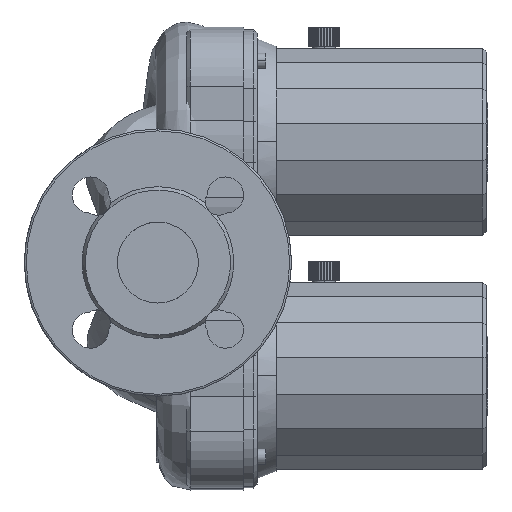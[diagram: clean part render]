
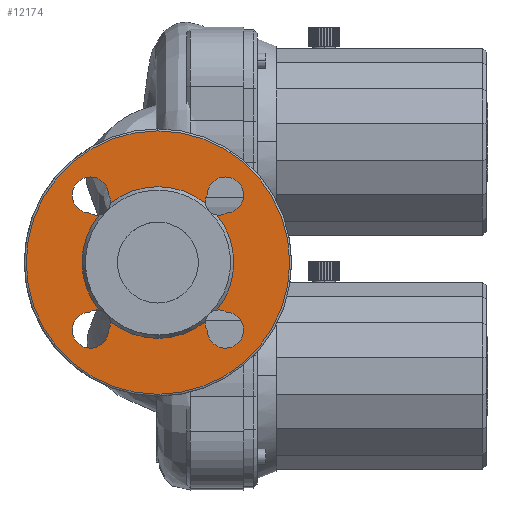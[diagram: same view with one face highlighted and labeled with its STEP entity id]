
A CAD part, left-side view. The second image highlights one B-rep face of the part: STEP entity #12174.
In plain terms, the highlighted planar face has unit normal (-1, 0, 0).
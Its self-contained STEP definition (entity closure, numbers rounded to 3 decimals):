
#11781=CARTESIAN_POINT('',(3.,0.,-69.0));
#11782=VERTEX_POINT('',#11781);
#11799=CARTESIAN_POINT('',(3.,0.,69.0));
#11800=VERTEX_POINT('',#11799);
#11808=CARTESIAN_POINT('',(3.0,0.,0.));
#11809=DIRECTION('',(1.0,0.0,0.0));
#11810=DIRECTION('',(0.0,0.0,-1.0));
#11811=AXIS2_PLACEMENT_3D('',#11808,#11809,#11810);
#11812=CIRCLE('',#11811,69.0);
#11813=EDGE_CURVE('',#11800,#11782,#11812,.T.);
#12007=CARTESIAN_POINT('',(3.0,0.,0.));
#12008=DIRECTION('',(1.0,0.0,0.0));
#12009=DIRECTION('',(0.0,0.0,-1.0));
#12010=AXIS2_PLACEMENT_3D('',#12007,#12008,#12009);
#12011=CIRCLE('',#12010,69.0);
#12012=EDGE_CURVE('',#11782,#11800,#12011,.T.);
#12019=CARTESIAN_POINT('',(3.0,0.,0.));
#12020=DIRECTION('',(-1.0,0.0,0.0));
#12021=DIRECTION('',(0.0,0.0,1.0));
#12022=AXIS2_PLACEMENT_3D('',#12019,#12020,#12021);
#12023=PLANE('',#12022);
#12024=ORIENTED_EDGE('',*,*,#11813,.F.);
#12025=ORIENTED_EDGE('',*,*,#12012,.F.);
#12026=EDGE_LOOP('',(#12024,#12025));
#12027=FACE_OUTER_BOUND('',#12026,.T.);
#12028=CARTESIAN_POINT('',(3.,-35.485,25.856));
#12029=VERTEX_POINT('',#12028);
#12030=CARTESIAN_POINT('',(3.,-30.986,24.87));
#12031=VERTEX_POINT('',#12030);
#12032=CARTESIAN_POINT('',(3.,-31.82,31.82));
#12033=DIRECTION('',(1.0,0.0,0.0));
#12034=DIRECTION('',(0.0,0.0,1.0));
#12035=AXIS2_PLACEMENT_3D('',#12032,#12033,#12034);
#12036=CIRCLE('',#12035,7.0);
#12037=EDGE_CURVE('',#12029,#12031,#12036,.T.);
#12038=ORIENTED_EDGE('',*,*,#12037,.T.);
#12039=CARTESIAN_POINT('',(3.,-30.986,-24.87));
#12040=VERTEX_POINT('',#12039);
#12041=CARTESIAN_POINT('',(3.0,0.,0.));
#12042=DIRECTION('',(-1.0,0.0,0.0));
#12043=DIRECTION('',(0.0,0.0,1.0));
#12044=AXIS2_PLACEMENT_3D('',#12041,#12042,#12043);
#12045=CIRCLE('',#12044,39.732);
#12046=EDGE_CURVE('',#12040,#12031,#12045,.T.);
#12047=ORIENTED_EDGE('',*,*,#12046,.F.);
#12048=CARTESIAN_POINT('',(3.,-35.485,-25.856));
#12049=VERTEX_POINT('',#12048);
#12050=CARTESIAN_POINT('',(3.,-31.82,-31.82));
#12051=DIRECTION('',(1.0,0.0,0.0));
#12052=DIRECTION('',(0.0,0.0,1.0));
#12053=AXIS2_PLACEMENT_3D('',#12050,#12051,#12052);
#12054=CIRCLE('',#12053,7.0);
#12055=EDGE_CURVE('',#12040,#12049,#12054,.T.);
#12056=ORIENTED_EDGE('',*,*,#12055,.T.);
#12057=CARTESIAN_POINT('',(3.,-25.856,-35.485));
#12058=VERTEX_POINT('',#12057);
#12059=CARTESIAN_POINT('',(3.,-35.355,-35.355));
#12060=DIRECTION('',(1.0,0.0,0.0));
#12061=DIRECTION('',(0.0,0.0,1.0));
#12062=AXIS2_PLACEMENT_3D('',#12059,#12060,#12061);
#12063=CIRCLE('',#12062,9.5);
#12064=EDGE_CURVE('',#12049,#12058,#12063,.T.);
#12065=ORIENTED_EDGE('',*,*,#12064,.T.);
#12066=CARTESIAN_POINT('',(3.,-24.87,-30.986));
#12067=VERTEX_POINT('',#12066);
#12068=CARTESIAN_POINT('',(3.,-31.82,-31.82));
#12069=DIRECTION('',(1.0,0.0,0.0));
#12070=DIRECTION('',(0.0,0.0,1.0));
#12071=AXIS2_PLACEMENT_3D('',#12068,#12069,#12070);
#12072=CIRCLE('',#12071,7.0);
#12073=EDGE_CURVE('',#12058,#12067,#12072,.T.);
#12074=ORIENTED_EDGE('',*,*,#12073,.T.);
#12075=CARTESIAN_POINT('',(3.,24.87,-30.986));
#12076=VERTEX_POINT('',#12075);
#12077=CARTESIAN_POINT('',(3.0,0.,0.));
#12078=DIRECTION('',(-1.0,0.0,0.0));
#12079=DIRECTION('',(0.0,0.0,1.0));
#12080=AXIS2_PLACEMENT_3D('',#12077,#12078,#12079);
#12081=CIRCLE('',#12080,39.732);
#12082=EDGE_CURVE('',#12076,#12067,#12081,.T.);
#12083=ORIENTED_EDGE('',*,*,#12082,.F.);
#12084=CARTESIAN_POINT('',(3.,25.856,-35.485));
#12085=VERTEX_POINT('',#12084);
#12086=CARTESIAN_POINT('',(3.,31.82,-31.82));
#12087=DIRECTION('',(1.0,0.0,0.0));
#12088=DIRECTION('',(0.0,0.0,1.0));
#12089=AXIS2_PLACEMENT_3D('',#12086,#12087,#12088);
#12090=CIRCLE('',#12089,7.0);
#12091=EDGE_CURVE('',#12076,#12085,#12090,.T.);
#12092=ORIENTED_EDGE('',*,*,#12091,.T.);
#12093=CARTESIAN_POINT('',(3.,35.485,-25.856));
#12094=VERTEX_POINT('',#12093);
#12095=CARTESIAN_POINT('',(3.,35.355,-35.355));
#12096=DIRECTION('',(1.0,0.0,0.0));
#12097=DIRECTION('',(0.0,0.0,1.0));
#12098=AXIS2_PLACEMENT_3D('',#12095,#12096,#12097);
#12099=CIRCLE('',#12098,9.5);
#12100=EDGE_CURVE('',#12085,#12094,#12099,.T.);
#12101=ORIENTED_EDGE('',*,*,#12100,.T.);
#12102=CARTESIAN_POINT('',(3.,30.986,-24.87));
#12103=VERTEX_POINT('',#12102);
#12104=CARTESIAN_POINT('',(3.,31.82,-31.82));
#12105=DIRECTION('',(1.0,0.0,0.0));
#12106=DIRECTION('',(0.0,0.0,1.0));
#12107=AXIS2_PLACEMENT_3D('',#12104,#12105,#12106);
#12108=CIRCLE('',#12107,7.0);
#12109=EDGE_CURVE('',#12094,#12103,#12108,.T.);
#12110=ORIENTED_EDGE('',*,*,#12109,.T.);
#12111=CARTESIAN_POINT('',(3.,30.986,24.87));
#12112=VERTEX_POINT('',#12111);
#12113=CARTESIAN_POINT('',(3.0,0.,0.));
#12114=DIRECTION('',(-1.0,0.0,0.0));
#12115=DIRECTION('',(0.0,0.0,1.0));
#12116=AXIS2_PLACEMENT_3D('',#12113,#12114,#12115);
#12117=CIRCLE('',#12116,39.732);
#12118=EDGE_CURVE('',#12112,#12103,#12117,.T.);
#12119=ORIENTED_EDGE('',*,*,#12118,.F.);
#12120=CARTESIAN_POINT('',(3.,35.485,25.856));
#12121=VERTEX_POINT('',#12120);
#12122=CARTESIAN_POINT('',(3.,31.82,31.82));
#12123=DIRECTION('',(1.0,0.0,0.0));
#12124=DIRECTION('',(0.0,0.0,1.0));
#12125=AXIS2_PLACEMENT_3D('',#12122,#12123,#12124);
#12126=CIRCLE('',#12125,7.0);
#12127=EDGE_CURVE('',#12112,#12121,#12126,.T.);
#12128=ORIENTED_EDGE('',*,*,#12127,.T.);
#12129=CARTESIAN_POINT('',(3.,25.856,35.485));
#12130=VERTEX_POINT('',#12129);
#12131=CARTESIAN_POINT('',(3.,35.355,35.355));
#12132=DIRECTION('',(1.0,0.0,0.0));
#12133=DIRECTION('',(0.0,0.0,1.0));
#12134=AXIS2_PLACEMENT_3D('',#12131,#12132,#12133);
#12135=CIRCLE('',#12134,9.5);
#12136=EDGE_CURVE('',#12121,#12130,#12135,.T.);
#12137=ORIENTED_EDGE('',*,*,#12136,.T.);
#12138=CARTESIAN_POINT('',(3.,24.87,30.986));
#12139=VERTEX_POINT('',#12138);
#12140=CARTESIAN_POINT('',(3.,31.82,31.82));
#12141=DIRECTION('',(1.0,0.0,0.0));
#12142=DIRECTION('',(0.0,0.0,1.0));
#12143=AXIS2_PLACEMENT_3D('',#12140,#12141,#12142);
#12144=CIRCLE('',#12143,7.0);
#12145=EDGE_CURVE('',#12130,#12139,#12144,.T.);
#12146=ORIENTED_EDGE('',*,*,#12145,.T.);
#12147=CARTESIAN_POINT('',(3.,-24.87,30.986));
#12148=VERTEX_POINT('',#12147);
#12149=CARTESIAN_POINT('',(3.0,0.,0.));
#12150=DIRECTION('',(-1.0,0.0,0.0));
#12151=DIRECTION('',(0.0,0.0,1.0));
#12152=AXIS2_PLACEMENT_3D('',#12149,#12150,#12151);
#12153=CIRCLE('',#12152,39.732);
#12154=EDGE_CURVE('',#12148,#12139,#12153,.T.);
#12155=ORIENTED_EDGE('',*,*,#12154,.F.);
#12156=CARTESIAN_POINT('',(3.,-25.856,35.485));
#12157=VERTEX_POINT('',#12156);
#12158=CARTESIAN_POINT('',(3.,-31.82,31.82));
#12159=DIRECTION('',(1.0,0.0,0.0));
#12160=DIRECTION('',(0.0,0.0,1.0));
#12161=AXIS2_PLACEMENT_3D('',#12158,#12159,#12160);
#12162=CIRCLE('',#12161,7.0);
#12163=EDGE_CURVE('',#12148,#12157,#12162,.T.);
#12164=ORIENTED_EDGE('',*,*,#12163,.T.);
#12165=CARTESIAN_POINT('',(3.,-35.355,35.355));
#12166=DIRECTION('',(1.0,0.0,0.0));
#12167=DIRECTION('',(0.0,0.0,1.0));
#12168=AXIS2_PLACEMENT_3D('',#12165,#12166,#12167);
#12169=CIRCLE('',#12168,9.5);
#12170=EDGE_CURVE('',#12157,#12029,#12169,.T.);
#12171=ORIENTED_EDGE('',*,*,#12170,.T.);
#12172=EDGE_LOOP('',(#12038,#12047,#12056,#12065,#12074,#12083,#12092,#12101,#12110,#12119,#12128,#12137,#12146,#12155,#12164,#12171));
#12173=FACE_BOUND('',#12172,.T.);
#12174=ADVANCED_FACE('',(#12027,#12173),#12023,.T.);
